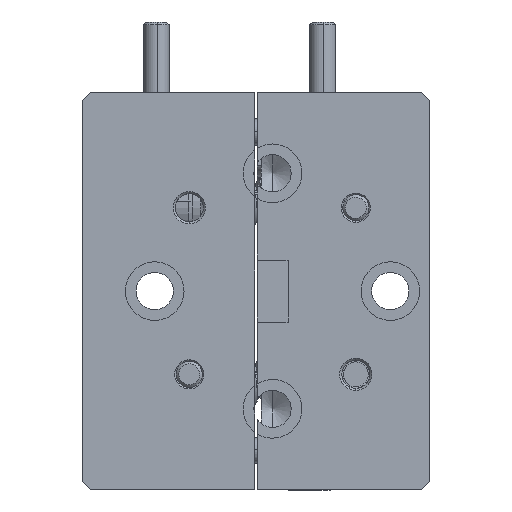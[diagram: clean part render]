
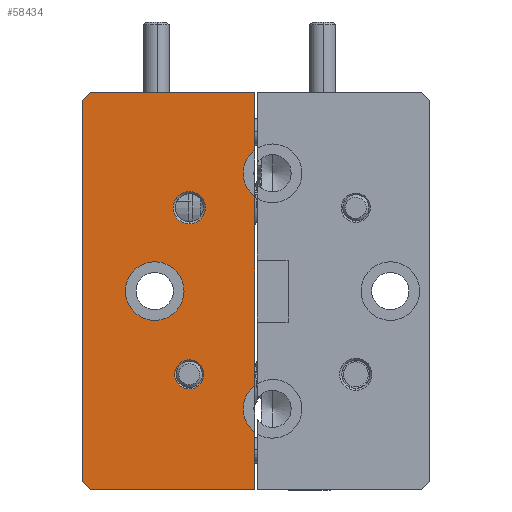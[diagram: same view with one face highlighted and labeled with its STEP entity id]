
A CAD part, left-side view. The second image highlights one B-rep face of the part: STEP entity #58434.
In plain terms, the highlighted planar face has unit normal (-1, 0, 0).
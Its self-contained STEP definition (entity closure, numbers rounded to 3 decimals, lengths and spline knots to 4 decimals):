
#52 = DIRECTION ( 'NONE',  ( 0., 0., 1. ) ) ;
#784 = CARTESIAN_POINT ( 'NONE',  ( -1.8, 0.2392, 0.07 ) ) ;
#1201 = DIRECTION ( 'NONE',  ( 1., 0., 0. ) ) ;
#1513 = VERTEX_POINT ( 'NONE', #14436 ) ;
#1602 = ORIENTED_EDGE ( 'NONE', *, *, #36512, .F. ) ;
#1844 = CARTESIAN_POINT ( 'NONE',  ( -1.8, 0.412, 0.475 ) ) ;
#2232 = CARTESIAN_POINT ( 'NONE',  ( -1.8, 0.412, -0.455 ) ) ;
#2238 = DIRECTION ( 'NONE',  ( -1., 0., 0. ) ) ;
#3070 = VERTEX_POINT ( 'NONE', #32075 ) ;
#3297 = CIRCLE ( 'NONE', #15776, 0.07 ) ;
#3807 = CIRCLE ( 'NONE', #25329, 0.07 ) ;
#3907 = CARTESIAN_POINT ( 'NONE',  ( -1.8, 0.412, 0.455 ) ) ;
#3947 = CIRCLE ( 'NONE', #31687, 0.07 ) ;
#4748 = CARTESIAN_POINT ( 'NONE',  ( -1.8, 0.1569, 0.1604 ) ) ;
#4830 = EDGE_CURVE ( 'NONE', #5527, #49455, #19102, .T. ) ;
#5045 = ORIENTED_EDGE ( 'NONE', *, *, #61183, .F. ) ;
#5527 = VERTEX_POINT ( 'NONE', #28404 ) ;
#5684 = VERTEX_POINT ( 'NONE', #31528 ) ;
#5774 = EDGE_LOOP ( 'NONE', ( #54002, #11052, #37452, #7850, #54844, #27226, #62798, #17426, #13653, #41238 ) ) ;
#6303 = VECTOR ( 'NONE', #18909, 39.3701 ) ;
#6336 = AXIS2_PLACEMENT_3D ( 'NONE', #1844, #1201, #30707 ) ;
#6757 = DIRECTION ( 'NONE',  ( 0., 0., 1. ) ) ;
#7850 = ORIENTED_EDGE ( 'NONE', *, *, #51298, .F. ) ;
#8536 = VERTEX_POINT ( 'NONE', #25845 ) ;
#10365 = VECTOR ( 'NONE', #28281, 39.3701 ) ;
#11052 = ORIENTED_EDGE ( 'NONE', *, *, #60329, .F. ) ;
#11085 = ORIENTED_EDGE ( 'NONE', *, *, #62856, .F. ) ;
#11398 = CIRCLE ( 'NONE', #23745, 0.0385 ) ;
#11715 = CARTESIAN_POINT ( 'NONE',  ( -1.8, 0., 0.2252 ) ) ;
#11730 = VERTEX_POINT ( 'NONE', #59641 ) ;
#11990 = ORIENTED_EDGE ( 'NONE', *, *, #39607, .F. ) ;
#12800 = DIRECTION ( 'NONE',  ( 0., -1., 0. ) ) ;
#13443 = ORIENTED_EDGE ( 'NONE', *, *, #48480, .F. ) ;
#13653 = ORIENTED_EDGE ( 'NONE', *, *, #39590, .T. ) ;
#14436 = CARTESIAN_POINT ( 'NONE',  ( -1.8, 0.1569, -0.2336 ) ) ;
#14458 = AXIS2_PLACEMENT_3D ( 'NONE', #48113, #32026, #28840 ) ;
#15776 = AXIS2_PLACEMENT_3D ( 'NONE', #38454, #42658, #18629 ) ;
#16199 = CARTESIAN_POINT ( 'NONE',  ( -1.8, 0.2392, 0. ) ) ;
#16266 = FACE_OUTER_BOUND ( 'NONE', #5774, .T. ) ;
#16410 = DIRECTION ( 'NONE',  ( 0., 0., 1. ) ) ;
#16539 = LINE ( 'NONE', #51829, #21794 ) ;
#17426 = ORIENTED_EDGE ( 'NONE', *, *, #43482, .F. ) ;
#17909 = VERTEX_POINT ( 'NONE', #11715 ) ;
#18629 = DIRECTION ( 'NONE',  ( 0., 0., 1. ) ) ;
#18763 = CARTESIAN_POINT ( 'NONE',  ( -1.8, 0.412, -0.475 ) ) ;
#18909 = DIRECTION ( 'NONE',  ( 0., 0.707, -0.707 ) ) ;
#19102 = LINE ( 'NONE', #57096, #58527 ) ;
#19944 = EDGE_CURVE ( 'NONE', #5527, #3070, #60112, .T. ) ;
#20384 = DIRECTION ( 'NONE',  ( -1., 0., 0. ) ) ;
#21090 = CARTESIAN_POINT ( 'NONE',  ( -1.8, 0., 0.3372 ) ) ;
#21483 = EDGE_CURVE ( 'NONE', #8536, #1513, #44112, .T. ) ;
#21755 = CARTESIAN_POINT ( 'NONE',  ( -1.8, 0., 0.475 ) ) ;
#21794 = VECTOR ( 'NONE', #22959, 39.3701 ) ;
#22297 = CARTESIAN_POINT ( 'NONE',  ( -1.8, 0.1569, 0.1989 ) ) ;
#22959 = DIRECTION ( 'NONE',  ( 0., 0., 1. ) ) ;
#23599 = CARTESIAN_POINT ( 'NONE',  ( -1.8, 0., -0.2253 ) ) ;
#23605 = VERTEX_POINT ( 'NONE', #23599 ) ;
#23663 = DIRECTION ( 'NONE',  ( 0., -1., 0. ) ) ;
#23745 = AXIS2_PLACEMENT_3D ( 'NONE', #22297, #2238, #31512 ) ;
#23778 = CARTESIAN_POINT ( 'NONE',  ( -1.8, 0., 0.475 ) ) ;
#23793 = FACE_BOUND ( 'NONE', #24248, .T. ) ;
#24248 = EDGE_LOOP ( 'NONE', ( #57273, #11085 ) ) ;
#25329 = AXIS2_PLACEMENT_3D ( 'NONE', #16199, #30881, #16410 ) ;
#25811 = DIRECTION ( 'NONE',  ( 0., 0., 1. ) ) ;
#25845 = CARTESIAN_POINT ( 'NONE',  ( -1.8, 0.1569, -0.1641 ) ) ;
#26208 = CARTESIAN_POINT ( 'NONE',  ( -1.8, 0.2392, -0.07 ) ) ;
#26579 = CARTESIAN_POINT ( 'NONE',  ( -1.8, 0.412, -0.455 ) ) ;
#26607 = DIRECTION ( 'NONE',  ( 0., -0.707, -0.707 ) ) ;
#26711 = CARTESIAN_POINT ( 'NONE',  ( -1.8, 0.1569, 0.2374 ) ) ;
#27226 = ORIENTED_EDGE ( 'NONE', *, *, #4830, .F. ) ;
#28166 = VERTEX_POINT ( 'NONE', #26208 ) ;
#28281 = DIRECTION ( 'NONE',  ( 0., 0., 1. ) ) ;
#28400 = LINE ( 'NONE', #18763, #58692 ) ;
#28404 = CARTESIAN_POINT ( 'NONE',  ( -1.8, 0.392, 0.475 ) ) ;
#28840 = DIRECTION ( 'NONE',  ( 0., 0., 1. ) ) ;
#28910 = LINE ( 'NONE', #2232, #61460 ) ;
#29214 = FACE_BOUND ( 'NONE', #34848, .T. ) ;
#29419 = LINE ( 'NONE', #61939, #53624 ) ;
#29764 = AXIS2_PLACEMENT_3D ( 'NONE', #49502, #20384, #54313 ) ;
#30707 = DIRECTION ( 'NONE',  ( 0., 0., -1. ) ) ;
#30843 = EDGE_CURVE ( 'NONE', #52175, #5684, #28400, .T. ) ;
#30881 = DIRECTION ( 'NONE',  ( -1., 0., 0. ) ) ;
#31512 = DIRECTION ( 'NONE',  ( 0., 0., 1. ) ) ;
#31528 = CARTESIAN_POINT ( 'NONE',  ( -1.8, 0., -0.475 ) ) ;
#31687 = AXIS2_PLACEMENT_3D ( 'NONE', #40298, #54825, #25811 ) ;
#32026 = DIRECTION ( 'NONE',  ( -1., 0., 0. ) ) ;
#32075 = CARTESIAN_POINT ( 'NONE',  ( -1.8, 0.412, 0.455 ) ) ;
#32162 = AXIS2_PLACEMENT_3D ( 'NONE', #56033, #42095, #56665 ) ;
#33174 = LINE ( 'NONE', #52607, #10365 ) ;
#33579 = VERTEX_POINT ( 'NONE', #26579 ) ;
#34848 = EDGE_LOOP ( 'NONE', ( #1602, #13443 ) ) ;
#36512 = EDGE_CURVE ( 'NONE', #58038, #48726, #54411, .T. ) ;
#36811 = FACE_BOUND ( 'NONE', #53871, .T. ) ;
#37129 = VECTOR ( 'NONE', #6757, 39.3701 ) ;
#37452 = ORIENTED_EDGE ( 'NONE', *, *, #55480, .T. ) ;
#37967 = AXIS2_PLACEMENT_3D ( 'NONE', #47811, #48633, #52 ) ;
#38454 = CARTESIAN_POINT ( 'NONE',  ( -1.8, -0.042, -0.2813 ) ) ;
#39590 = EDGE_CURVE ( 'NONE', #33579, #52175, #28910, .T. ) ;
#39607 = EDGE_CURVE ( 'NONE', #53285, #28166, #3807, .T. ) ;
#40298 = CARTESIAN_POINT ( 'NONE',  ( -1.8, 0.2392, 0. ) ) ;
#41238 = ORIENTED_EDGE ( 'NONE', *, *, #30843, .T. ) ;
#41755 = CIRCLE ( 'NONE', #32162, 0.0348 ) ;
#42095 = DIRECTION ( 'NONE',  ( -1., 0., 0. ) ) ;
#42658 = DIRECTION ( 'NONE',  ( -1., 0., 0. ) ) ;
#43482 = EDGE_CURVE ( 'NONE', #33579, #3070, #33174, .T. ) ;
#44112 = CIRCLE ( 'NONE', #37967, 0.0348 ) ;
#45872 = CARTESIAN_POINT ( 'NONE',  ( -1.8, 0.392, -0.475 ) ) ;
#47730 = LINE ( 'NONE', #21755, #37129 ) ;
#47769 = DIRECTION ( 'NONE',  ( 0., 0., 1. ) ) ;
#47811 = CARTESIAN_POINT ( 'NONE',  ( -1.8, 0.1569, -0.1989 ) ) ;
#47829 = VERTEX_POINT ( 'NONE', #21090 ) ;
#48113 = CARTESIAN_POINT ( 'NONE',  ( -1.8, -0.042, 0.2812 ) ) ;
#48480 = EDGE_CURVE ( 'NONE', #48726, #58038, #11398, .T. ) ;
#48633 = DIRECTION ( 'NONE',  ( -1., 0., 0. ) ) ;
#48726 = VERTEX_POINT ( 'NONE', #4748 ) ;
#49455 = VERTEX_POINT ( 'NONE', #23778 ) ;
#49502 = CARTESIAN_POINT ( 'NONE',  ( -1.8, 0.1569, 0.1989 ) ) ;
#49560 = PLANE ( 'NONE',  #6336 ) ;
#51151 = EDGE_CURVE ( 'NONE', #47829, #49455, #47730, .T. ) ;
#51298 = EDGE_CURVE ( 'NONE', #47829, #17909, #62849, .T. ) ;
#51829 = CARTESIAN_POINT ( 'NONE',  ( -1.8, 0., 0.475 ) ) ;
#52175 = VERTEX_POINT ( 'NONE', #45872 ) ;
#52607 = CARTESIAN_POINT ( 'NONE',  ( -1.8, 0.412, 0.475 ) ) ;
#53285 = VERTEX_POINT ( 'NONE', #784 ) ;
#53624 = VECTOR ( 'NONE', #47769, 39.3701 ) ;
#53871 = EDGE_LOOP ( 'NONE', ( #11990, #5045 ) ) ;
#54002 = ORIENTED_EDGE ( 'NONE', *, *, #56110, .T. ) ;
#54313 = DIRECTION ( 'NONE',  ( 0., 0., 1. ) ) ;
#54411 = CIRCLE ( 'NONE', #29764, 0.0385 ) ;
#54825 = DIRECTION ( 'NONE',  ( -1., 0., 0. ) ) ;
#54844 = ORIENTED_EDGE ( 'NONE', *, *, #51151, .T. ) ;
#55480 = EDGE_CURVE ( 'NONE', #23605, #17909, #16539, .T. ) ;
#56033 = CARTESIAN_POINT ( 'NONE',  ( -1.8, 0.1569, -0.1989 ) ) ;
#56110 = EDGE_CURVE ( 'NONE', #5684, #11730, #29419, .T. ) ;
#56665 = DIRECTION ( 'NONE',  ( 0., 0., 1. ) ) ;
#57096 = CARTESIAN_POINT ( 'NONE',  ( -1.8, 0.412, 0.475 ) ) ;
#57273 = ORIENTED_EDGE ( 'NONE', *, *, #21483, .F. ) ;
#58038 = VERTEX_POINT ( 'NONE', #26711 ) ;
#58434 = ADVANCED_FACE ( 'NONE', ( #36811, #23793, #29214, #16266 ), #49560, .F. ) ;
#58527 = VECTOR ( 'NONE', #12800, 39.3701 ) ;
#58692 = VECTOR ( 'NONE', #23663, 39.3701 ) ;
#59641 = CARTESIAN_POINT ( 'NONE',  ( -1.8, 0., -0.3373 ) ) ;
#60112 = LINE ( 'NONE', #3907, #6303 ) ;
#60329 = EDGE_CURVE ( 'NONE', #23605, #11730, #3297, .T. ) ;
#61183 = EDGE_CURVE ( 'NONE', #28166, #53285, #3947, .T. ) ;
#61460 = VECTOR ( 'NONE', #26607, 39.3701 ) ;
#61939 = CARTESIAN_POINT ( 'NONE',  ( -1.8, 0., 0.475 ) ) ;
#62798 = ORIENTED_EDGE ( 'NONE', *, *, #19944, .T. ) ;
#62849 = CIRCLE ( 'NONE', #14458, 0.07 ) ;
#62856 = EDGE_CURVE ( 'NONE', #1513, #8536, #41755, .T. ) ;
